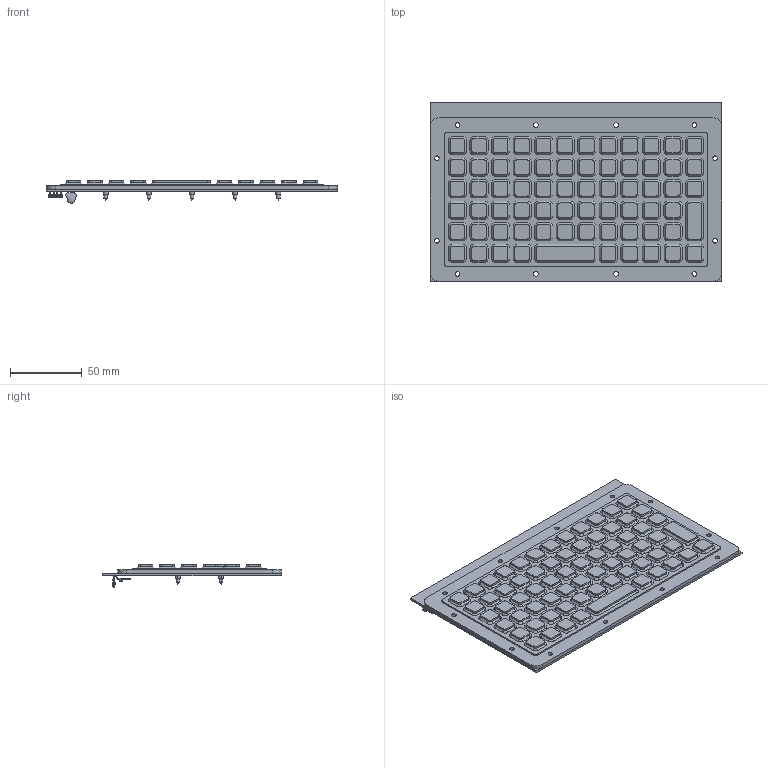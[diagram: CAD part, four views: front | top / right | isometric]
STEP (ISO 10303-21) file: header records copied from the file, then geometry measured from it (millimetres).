
FILE_DESCRIPTION (( 'STEP AP214' ), '1' );
FILE_NAME ('761747-3D KI6800.STEP', '2013-02-25T17:27:23', ( 'Claire Bradshaw' ), ( 'CTI Electronics' ), 'SwSTEP 2.0', 'SolidWorks 2012', '' );
FILE_SCHEMA (( 'AUTOMOTIVE_DESIGN' ));
Length unit declared in the file: inch
Products named in the file (3): D230007-3D KI6000 Elastomer 3D; CTI 47 Card 3D; 761747-3D KI6800
Assembly tree (2 placements, depth 2):
  761747-3D KI6800
    CTI 47 Card 3D
    D230007-3D KI6000 Elastomer 3D
Bounding box: 203.1 x 124.46 x 15.84 mm (x, y, z)
Volume: 145750 mm3; surface area: 124048.9 mm2
Topology: 71 solids, 71 shells, 1568 faces, 3990 edges, 2638 vertices
Faces by surface type: plane 857, cylinder 413, cone 296, bspline 2
Entity records: 50902 total; most frequent: CARTESIAN_POINT 8979, DIRECTION 8498, ORIENTED_EDGE 7940, EDGE_CURVE 3970, AXIS2_PLACEMENT_3D 2957, VERTEX_POINT 2638, VECTOR 2584, LINE 2584
